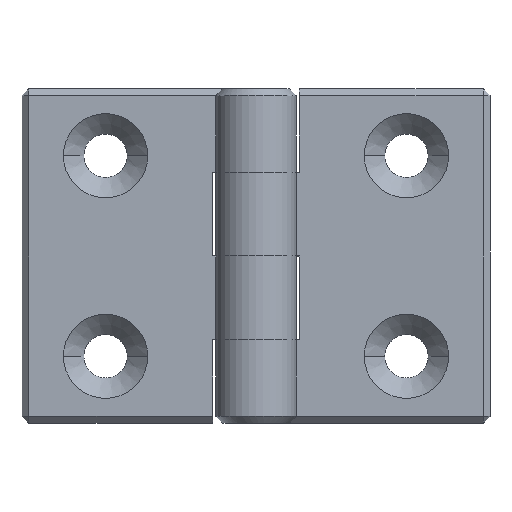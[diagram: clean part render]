
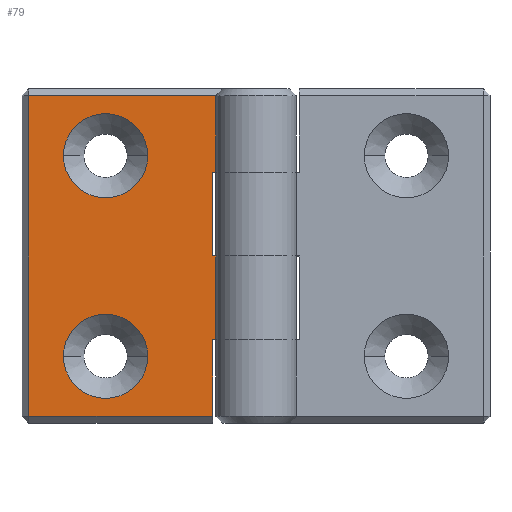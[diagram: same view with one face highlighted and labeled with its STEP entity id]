
A CAD part, top view. The second image highlights one B-rep face of the part: STEP entity #79.
In plain terms, the highlighted planar face has unit normal (0, 0, 1).
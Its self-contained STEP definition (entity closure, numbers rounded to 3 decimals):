
#28 = ORIENTED_EDGE ( 'NONE', *, *, #1148, .T. ) ;
#30 = CARTESIAN_POINT ( 'NONE',  ( -6.5, 12.5, 0. ) ) ;
#46 = VERTEX_POINT ( 'NONE', #1618 ) ;
#79 = ADVANCED_FACE ( 'NONE', ( #1093, #2088, #2051 ), #1742, .F. ) ;
#99 = CARTESIAN_POINT ( 'NONE',  ( -6., 24., 0. ) ) ;
#128 = EDGE_CURVE ( 'NONE', #1673, #179, #1000, .T. ) ;
#148 = DIRECTION ( 'NONE',  ( 1., 0., 0. ) ) ;
#154 = DIRECTION ( 'NONE',  ( 0., 1., 0. ) ) ;
#165 = CIRCLE ( 'NONE', #1348, 6.3 ) ;
#179 = VERTEX_POINT ( 'NONE', #186 ) ;
#186 = CARTESIAN_POINT ( 'NONE',  ( -6., -12.5, 0. ) ) ;
#198 = VERTEX_POINT ( 'NONE', #1850 ) ;
#266 = CARTESIAN_POINT ( 'NONE',  ( -6.5, 25., 0. ) ) ;
#275 = DIRECTION ( 'NONE',  ( 0., 1., 0. ) ) ;
#302 = AXIS2_PLACEMENT_3D ( 'NONE', #2062, #2071, #1127 ) ;
#326 = LINE ( 'NONE', #486, #2010 ) ;
#363 = VERTEX_POINT ( 'NONE', #1405 ) ;
#372 = VERTEX_POINT ( 'NONE', #99 ) ;
#379 = CARTESIAN_POINT ( 'NONE',  ( -22.5, -15., 0. ) ) ;
#396 = CARTESIAN_POINT ( 'NONE',  ( -6.5, 0., 0. ) ) ;
#435 = ORIENTED_EDGE ( 'NONE', *, *, #456, .F. ) ;
#456 = EDGE_CURVE ( 'NONE', #476, #179, #773, .T. ) ;
#476 = VERTEX_POINT ( 'NONE', #823 ) ;
#486 = CARTESIAN_POINT ( 'NONE',  ( -35., 12.5, 0. ) ) ;
#495 = DIRECTION ( 'NONE',  ( -1., 0., 0. ) ) ;
#514 = ORIENTED_EDGE ( 'NONE', *, *, #1732, .T. ) ;
#538 = CARTESIAN_POINT ( 'NONE',  ( -6., 25., 0. ) ) ;
#546 = VERTEX_POINT ( 'NONE', #995 ) ;
#550 = VERTEX_POINT ( 'NONE', #951 ) ;
#568 = CARTESIAN_POINT ( 'NONE',  ( -22.5, -15., 0. ) ) ;
#571 = AXIS2_PLACEMENT_3D ( 'NONE', #1661, #1028, #1800 ) ;
#595 = ORIENTED_EDGE ( 'NONE', *, *, #691, .T. ) ;
#616 = EDGE_CURVE ( 'NONE', #198, #363, #1582, .T. ) ;
#634 = LINE ( 'NONE', #2066, #1872 ) ;
#636 = EDGE_CURVE ( 'NONE', #550, #1474, #1544, .T. ) ;
#644 = ORIENTED_EDGE ( 'NONE', *, *, #128, .T. ) ;
#650 = LINE ( 'NONE', #1061, #1344 ) ;
#675 = VERTEX_POINT ( 'NONE', #30 ) ;
#691 = EDGE_CURVE ( 'NONE', #476, #1496, #650, .T. ) ;
#697 = CARTESIAN_POINT ( 'NONE',  ( -22.5, 15., 0. ) ) ;
#739 = DIRECTION ( 'NONE',  ( 0., 0., 1. ) ) ;
#740 = VECTOR ( 'NONE', #1480, 1000. ) ;
#742 = ORIENTED_EDGE ( 'NONE', *, *, #1369, .F. ) ;
#757 = ORIENTED_EDGE ( 'NONE', *, *, #1820, .T. ) ;
#771 = EDGE_CURVE ( 'NONE', #675, #546, #326, .T. ) ;
#773 = LINE ( 'NONE', #1087, #740 ) ;
#812 = VECTOR ( 'NONE', #2038, 1000. ) ;
#823 = CARTESIAN_POINT ( 'NONE',  ( -6., 0., 0. ) ) ;
#866 = EDGE_CURVE ( 'NONE', #46, #2095, #1672, .T. ) ;
#873 = DIRECTION ( 'NONE',  ( 0., -1., 0. ) ) ;
#905 = VECTOR ( 'NONE', #275, 1000. ) ;
#918 = ORIENTED_EDGE ( 'NONE', *, *, #616, .F. ) ;
#923 = ORIENTED_EDGE ( 'NONE', *, *, #1987, .T. ) ;
#934 = VECTOR ( 'NONE', #1636, 1000. ) ;
#935 = AXIS2_PLACEMENT_3D ( 'NONE', #379, #1508, #1660 ) ;
#951 = CARTESIAN_POINT ( 'NONE',  ( -16.2, -15., 0. ) ) ;
#969 = VECTOR ( 'NONE', #1630, 1000. ) ;
#995 = CARTESIAN_POINT ( 'NONE',  ( -6., 12.5, 0. ) ) ;
#1000 = LINE ( 'NONE', #1651, #969 ) ;
#1028 = DIRECTION ( 'NONE',  ( 0., 0., 1. ) ) ;
#1061 = CARTESIAN_POINT ( 'NONE',  ( -35., 0., 0. ) ) ;
#1087 = CARTESIAN_POINT ( 'NONE',  ( -6., 25., 0. ) ) ;
#1089 = ORIENTED_EDGE ( 'NONE', *, *, #866, .T. ) ;
#1091 = ORIENTED_EDGE ( 'NONE', *, *, #1092, .F. ) ;
#1092 = EDGE_CURVE ( 'NONE', #1474, #550, #165, .T. ) ;
#1093 = FACE_BOUND ( 'NONE', #1143, .T. ) ;
#1126 = ORIENTED_EDGE ( 'NONE', *, *, #636, .F. ) ;
#1127 = DIRECTION ( 'NONE',  ( -1., 0., 0. ) ) ;
#1143 = EDGE_LOOP ( 'NONE', ( #918, #1483 ) ) ;
#1148 = EDGE_CURVE ( 'NONE', #2095, #1892, #634, .T. ) ;
#1209 = DIRECTION ( 'NONE',  ( 1., 0., 0. ) ) ;
#1296 = CARTESIAN_POINT ( 'NONE',  ( -6.5, -24., 0. ) ) ;
#1319 = EDGE_CURVE ( 'NONE', #363, #198, #1910, .T. ) ;
#1344 = VECTOR ( 'NONE', #495, 1000. ) ;
#1345 = DIRECTION ( 'NONE',  ( 0., 0., 1. ) ) ;
#1348 = AXIS2_PLACEMENT_3D ( 'NONE', #568, #739, #1209 ) ;
#1369 = EDGE_CURVE ( 'NONE', #372, #546, #1829, .T. ) ;
#1371 = CARTESIAN_POINT ( 'NONE',  ( -35., 24., 0. ) ) ;
#1383 = LINE ( 'NONE', #266, #905 ) ;
#1392 = EDGE_LOOP ( 'NONE', ( #1089, #28, #923, #644, #435, #595, #514, #1668, #742, #757 ) ) ;
#1405 = CARTESIAN_POINT ( 'NONE',  ( -28.8, 15., 0. ) ) ;
#1468 = EDGE_LOOP ( 'NONE', ( #1126, #1091 ) ) ;
#1474 = VERTEX_POINT ( 'NONE', #1557 ) ;
#1480 = DIRECTION ( 'NONE',  ( 0., -1., 0. ) ) ;
#1482 = CARTESIAN_POINT ( 'NONE',  ( -34., 25., 0. ) ) ;
#1483 = ORIENTED_EDGE ( 'NONE', *, *, #1319, .F. ) ;
#1496 = VERTEX_POINT ( 'NONE', #396 ) ;
#1508 = DIRECTION ( 'NONE',  ( 0., 0., 1. ) ) ;
#1544 = CIRCLE ( 'NONE', #935, 6.3 ) ;
#1557 = CARTESIAN_POINT ( 'NONE',  ( -28.8, -15., 0. ) ) ;
#1582 = CIRCLE ( 'NONE', #1653, 6.3 ) ;
#1584 = VECTOR ( 'NONE', #154, 1000. ) ;
#1618 = CARTESIAN_POINT ( 'NONE',  ( -34., 24., 0. ) ) ;
#1630 = DIRECTION ( 'NONE',  ( 1., 0., 0. ) ) ;
#1636 = DIRECTION ( 'NONE',  ( 0., -1., 0. ) ) ;
#1651 = CARTESIAN_POINT ( 'NONE',  ( -35., -12.5, 0. ) ) ;
#1653 = AXIS2_PLACEMENT_3D ( 'NONE', #697, #1345, #1984 ) ;
#1660 = DIRECTION ( 'NONE',  ( 1., 0., 0. ) ) ;
#1661 = CARTESIAN_POINT ( 'NONE',  ( -22.5, 15., 0. ) ) ;
#1668 = ORIENTED_EDGE ( 'NONE', *, *, #771, .T. ) ;
#1672 = LINE ( 'NONE', #1482, #2080 ) ;
#1673 = VERTEX_POINT ( 'NONE', #2040 ) ;
#1732 = EDGE_CURVE ( 'NONE', #1496, #675, #1383, .T. ) ;
#1742 = PLANE ( 'NONE',  #302 ) ;
#1751 = DIRECTION ( 'NONE',  ( 1., 0., 0. ) ) ;
#1800 = DIRECTION ( 'NONE',  ( 1., 0., 0. ) ) ;
#1820 = EDGE_CURVE ( 'NONE', #372, #46, #1862, .T. ) ;
#1829 = LINE ( 'NONE', #538, #934 ) ;
#1850 = CARTESIAN_POINT ( 'NONE',  ( -16.2, 15., 0. ) ) ;
#1862 = LINE ( 'NONE', #1371, #812 ) ;
#1872 = VECTOR ( 'NONE', #148, 1000. ) ;
#1892 = VERTEX_POINT ( 'NONE', #1296 ) ;
#1910 = CIRCLE ( 'NONE', #571, 6.3 ) ;
#1953 = CARTESIAN_POINT ( 'NONE',  ( -34., -24., 0. ) ) ;
#1984 = DIRECTION ( 'NONE',  ( 1., 0., 0. ) ) ;
#1987 = EDGE_CURVE ( 'NONE', #1892, #1673, #2063, .T. ) ;
#2010 = VECTOR ( 'NONE', #1751, 1000. ) ;
#2038 = DIRECTION ( 'NONE',  ( -1., 0., 0. ) ) ;
#2040 = CARTESIAN_POINT ( 'NONE',  ( -6.5, -12.5, 0. ) ) ;
#2051 = FACE_OUTER_BOUND ( 'NONE', #1392, .T. ) ;
#2052 = CARTESIAN_POINT ( 'NONE',  ( -6.5, 25., 0. ) ) ;
#2062 = CARTESIAN_POINT ( 'NONE',  ( -35., 25., 0. ) ) ;
#2063 = LINE ( 'NONE', #2052, #1584 ) ;
#2066 = CARTESIAN_POINT ( 'NONE',  ( -35., -24., 0. ) ) ;
#2071 = DIRECTION ( 'NONE',  ( 0., 0., -1. ) ) ;
#2080 = VECTOR ( 'NONE', #873, 1000. ) ;
#2088 = FACE_BOUND ( 'NONE', #1468, .T. ) ;
#2095 = VERTEX_POINT ( 'NONE', #1953 ) ;
